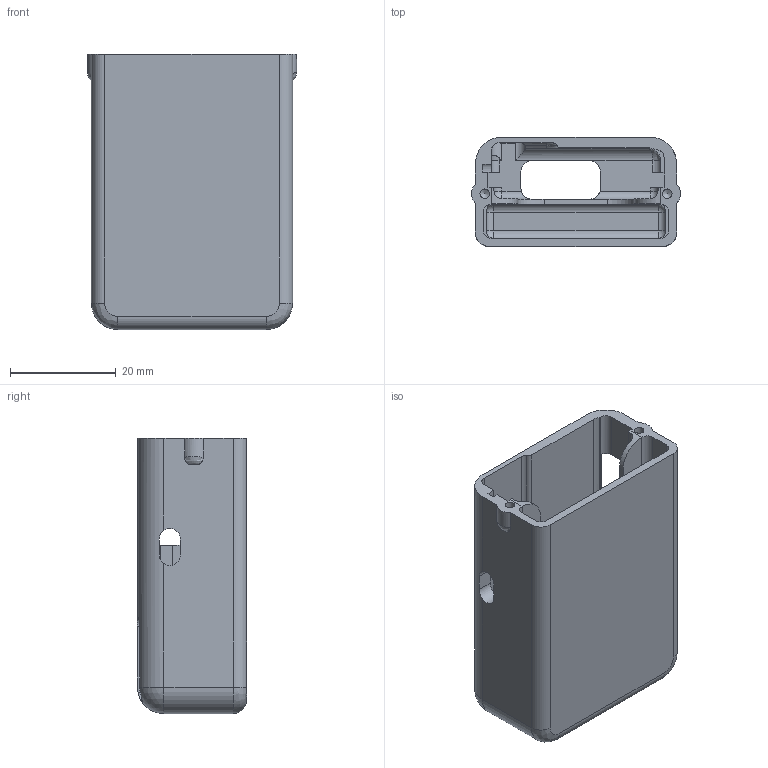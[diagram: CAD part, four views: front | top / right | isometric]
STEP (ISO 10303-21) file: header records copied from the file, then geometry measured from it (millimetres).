
FILE_DESCRIPTION((''),'2;1');
FILE_NAME('x-IMU Plastic Housing Main.stp','2012-05-11T15:10:58',('Seb Madgwick'),(''),'Autodesk Inventor 2011','Autodesk Inventor 2011','');
FILE_SCHEMA(('AUTOMOTIVE_DESIGN { 1 0 10303 214 1 1 1 1 }'));
Length unit declared in the file: millimetre
Products named in the file (1): x-IMU Plastic Housing Main
Bounding box: 39.5 x 20.6 x 52 mm (x, y, z)
Volume: 11007.9 mm3; surface area: 13084.2 mm2
Topology: 1 solids, 1 shells, 249 faces, 678 edges, 434 vertices
Faces by surface type: plane 158, cylinder 73, sphere 8, bspline 6, torus 2, cone 2
Full cylindrical faces by diameter (mm): 1.8 x2, 2 x1, 3.923 x1, 4 x1, 6 x1, 6.873 x1
Entity records: 8140 total; most frequent: CARTESIAN_POINT 1866, ORIENTED_EDGE 1312, DIRECTION 1264, EDGE_CURVE 656, VECTOR 486, LINE 486, VERTEX_POINT 430, AXIS2_PLACEMENT_3D 389
